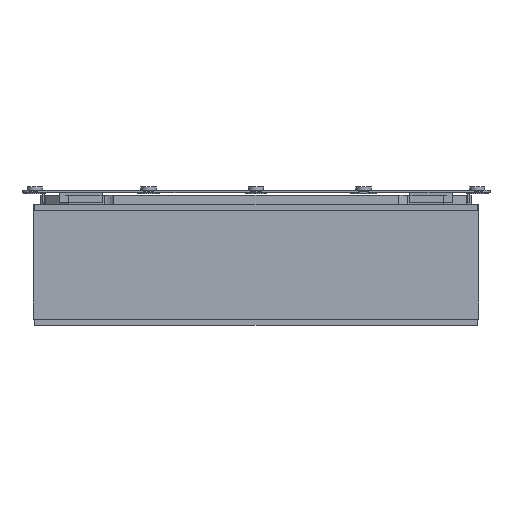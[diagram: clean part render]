
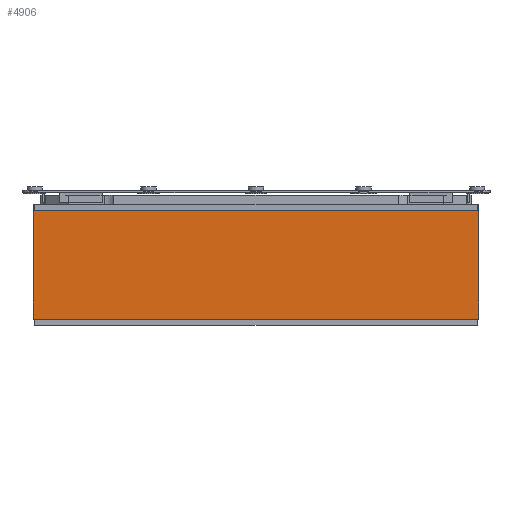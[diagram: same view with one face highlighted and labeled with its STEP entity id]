
A CAD part, front view. The second image highlights one B-rep face of the part: STEP entity #4906.
In plain terms, the highlighted planar face has unit normal (0, -1, 0).
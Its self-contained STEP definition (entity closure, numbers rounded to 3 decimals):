
#114 = CARTESIAN_POINT ( 'NONE',  ( 177.5, -650., -0.2 ) ) ;
#380 = VERTEX_POINT ( 'NONE', #19091 ) ;
#886 = FACE_OUTER_BOUND ( 'NONE', #13621, .T. ) ;
#956 = CARTESIAN_POINT ( 'NONE',  ( -176., -650., -0.2 ) ) ;
#3524 = DIRECTION ( 'NONE',  ( 0., -1., 0. ) ) ;
#3702 = CARTESIAN_POINT ( 'NONE',  ( 177.5, -650., -86.2 ) ) ;
#4253 = VERTEX_POINT ( 'NONE', #956 ) ;
#4488 = EDGE_CURVE ( 'NONE', #11094, #4253, #12659, .T. ) ;
#4906 = ADVANCED_FACE ( 'NONE', ( #886 ), #15295, .T. ) ;
#5110 = EDGE_CURVE ( 'NONE', #380, #11094, #12180, .T. ) ;
#6939 = CARTESIAN_POINT ( 'NONE',  ( 176., -650., -0.2 ) ) ;
#7205 = DIRECTION ( 'NONE',  ( 0., 0., -1. ) ) ;
#7227 = EDGE_CURVE ( 'NONE', #380, #18128, #13633, .T. ) ;
#7313 = CARTESIAN_POINT ( 'NONE',  ( 177.5, -650., -74.2 ) ) ;
#7715 = CARTESIAN_POINT ( 'NONE',  ( -176., -650., -74.2 ) ) ;
#7811 = CARTESIAN_POINT ( 'NONE',  ( 176., -650., -74.2 ) ) ;
#7813 = LINE ( 'NONE', #7715, #17825 ) ;
#8392 = VECTOR ( 'NONE', #8866, 1000. ) ;
#8725 = ORIENTED_EDGE ( 'NONE', *, *, #4488, .T. ) ;
#8866 = DIRECTION ( 'NONE',  ( -1., 0., 0. ) ) ;
#9137 = VECTOR ( 'NONE', #20447, 1000. ) ;
#10362 = CARTESIAN_POINT ( 'NONE',  ( -176., -650., -86.2 ) ) ;
#11094 = VERTEX_POINT ( 'NONE', #6939 ) ;
#11478 = VECTOR ( 'NONE', #14618, 1000. ) ;
#12180 = LINE ( 'NONE', #7811, #9137 ) ;
#12659 = LINE ( 'NONE', #114, #11478 ) ;
#12967 = EDGE_CURVE ( 'NONE', #18128, #4253, #7813, .T. ) ;
#13621 = EDGE_LOOP ( 'NONE', ( #16079, #18012, #17570, #8725 ) ) ;
#13633 = LINE ( 'NONE', #3702, #8392 ) ;
#14043 = DIRECTION ( 'NONE',  ( 0., 0., 1. ) ) ;
#14618 = DIRECTION ( 'NONE',  ( -1., 0., 0. ) ) ;
#15295 = PLANE ( 'NONE',  #18724 ) ;
#16079 = ORIENTED_EDGE ( 'NONE', *, *, #12967, .F. ) ;
#17570 = ORIENTED_EDGE ( 'NONE', *, *, #5110, .T. ) ;
#17825 = VECTOR ( 'NONE', #14043, 1000. ) ;
#18012 = ORIENTED_EDGE ( 'NONE', *, *, #7227, .F. ) ;
#18128 = VERTEX_POINT ( 'NONE', #10362 ) ;
#18724 = AXIS2_PLACEMENT_3D ( 'NONE', #7313, #3524, #7205 ) ;
#19091 = CARTESIAN_POINT ( 'NONE',  ( 176., -650., -86.2 ) ) ;
#20447 = DIRECTION ( 'NONE',  ( 0., 0., 1. ) ) ;
